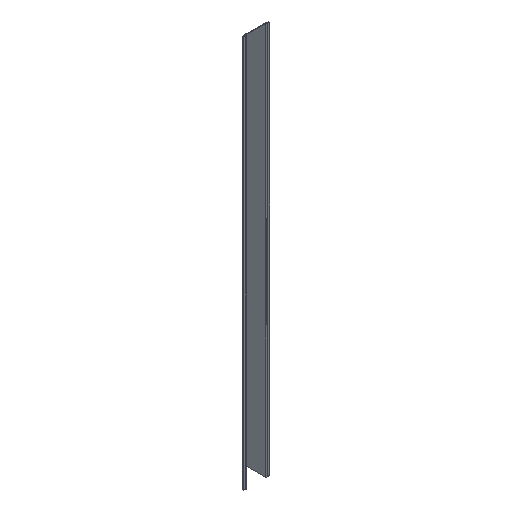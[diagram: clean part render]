
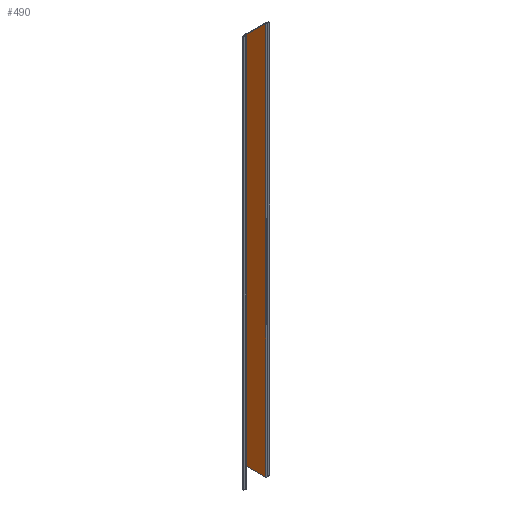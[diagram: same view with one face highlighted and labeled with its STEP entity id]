
A CAD part, isometric view. The second image highlights one B-rep face of the part: STEP entity #490.
In plain terms, the highlighted planar face has unit normal (-0.707, -0.707, 0).
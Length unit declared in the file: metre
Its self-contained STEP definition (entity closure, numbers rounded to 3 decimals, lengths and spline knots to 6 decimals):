
#30=PLANE('',#553);
#42=LINE('',#745,#90);
#59=LINE('',#793,#107);
#70=LINE('',#820,#118);
#77=LINE('',#833,#125);
#90=VECTOR('',#593,1.);
#107=VECTOR('',#642,1.);
#118=VECTOR('',#675,1.);
#125=VECTOR('',#686,1.);
#256=ORIENTED_EDGE('',*,*,#327,.T.);
#257=ORIENTED_EDGE('',*,*,#282,.T.);
#258=ORIENTED_EDGE('',*,*,#306,.F.);
#259=ORIENTED_EDGE('',*,*,#320,.F.);
#282=EDGE_CURVE('',#348,#343,#42,.T.);
#306=EDGE_CURVE('',#363,#343,#59,.T.);
#320=EDGE_CURVE('',#368,#363,#70,.T.);
#327=EDGE_CURVE('',#368,#348,#77,.T.);
#343=VERTEX_POINT('',#732);
#348=VERTEX_POINT('',#746);
#363=VERTEX_POINT('',#794);
#368=VERTEX_POINT('',#821);
#420=EDGE_LOOP('',(#256,#257,#258,#259));
#450=FACE_BOUND('',#420,.T.);
#490=ADVANCED_FACE('',(#450),#30,.F.);
#553=AXIS2_PLACEMENT_3D('',#842,#701,#702);
#593=DIRECTION('',(0.577,-0.577,-0.577));
#642=DIRECTION('',(0.,0.,-1.));
#675=DIRECTION('',(0.577,-0.577,0.577));
#686=DIRECTION('',(0.,0.,-1.));
#701=DIRECTION('',(0.707,0.707,0.));
#702=DIRECTION('',(-0.707,0.707,0.));
#732=CARTESIAN_POINT('',(0.027676,-0.031212,-0.553986));
#745=CARTESIAN_POINT('',(0.027676,-0.031212,-0.553986));
#746=CARTESIAN_POINT('',(0.000826,-0.004362,-0.527136));
#793=CARTESIAN_POINT('',(0.027676,-0.031212,0.527136));
#794=CARTESIAN_POINT('',(0.027676,-0.031212,0.553986));
#820=CARTESIAN_POINT('',(0.027676,-0.031212,0.553986));
#821=CARTESIAN_POINT('',(0.000826,-0.004362,0.527136));
#833=CARTESIAN_POINT('',(0.000826,-0.004362,0.527136));
#842=CARTESIAN_POINT('',(-0.001768,-0.001768,0.527136));
